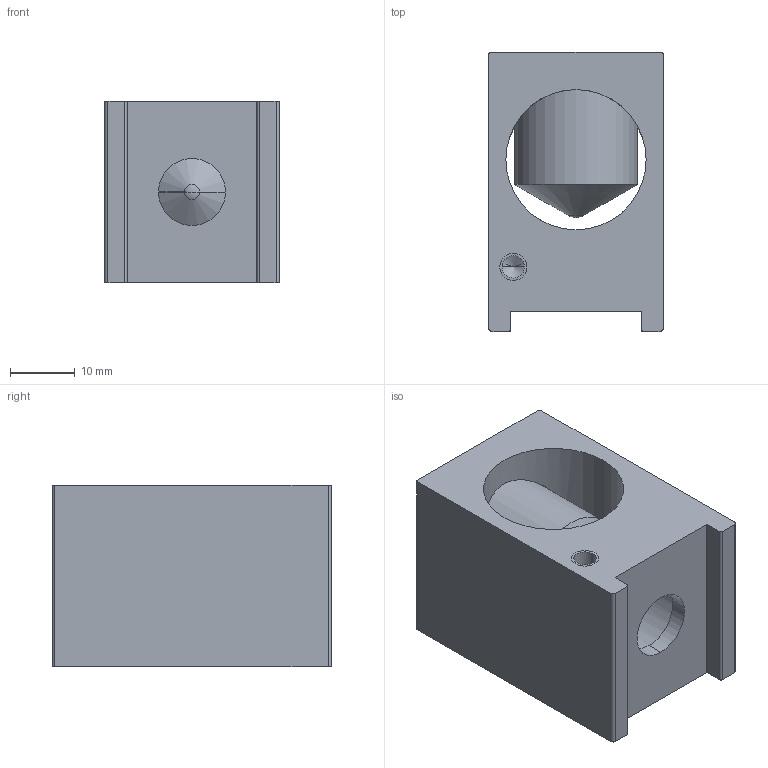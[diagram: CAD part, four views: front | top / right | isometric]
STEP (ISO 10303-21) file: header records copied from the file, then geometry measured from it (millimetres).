
FILE_DESCRIPTION((''),'2;1');
FILE_NAME('CDS021520_ASM','2020-02-10T09:48:46',('USALMAL'),(''),'CREO PARAMETRIC BY PTC INC, 2019164','CREO PARAMETRIC BY PTC INC, 2019164','');
FILE_SCHEMA(('AUTOMOTIVE_DESIGN { 1 0 10303 214 1 1 1 1 }'));
Length unit declared in the file: inch
Products named in the file (3): CDS020847; CDS021463-002; CDS021520_ASM
Assembly tree (2 placements, depth 2):
  CDS021520_ASM
    CDS020847
    CDS021463-002
Bounding box: 26.92 x 42.93 x 27.94 mm (x, y, z)
Surface area: 10687.6 mm2 (no closed solid volume)
Topology: 0 solids, 0 shells, 69 faces, 1034 edges, 1028 vertices
Faces by surface type: plane 31, cylinder 26, cone 10, sphere 2
Entity records: 20197 total; most frequent: CARTESIAN_POINT 10280, DIRECTION 1331, TRIMMED_CURVE 1050, COMPOSITE_CURVE_SEGMENT 1028, VECTOR 982, LINE 982, PRESENTATION_STYLE_ASSIGNMENT 694, CURVE_STYLE 692
